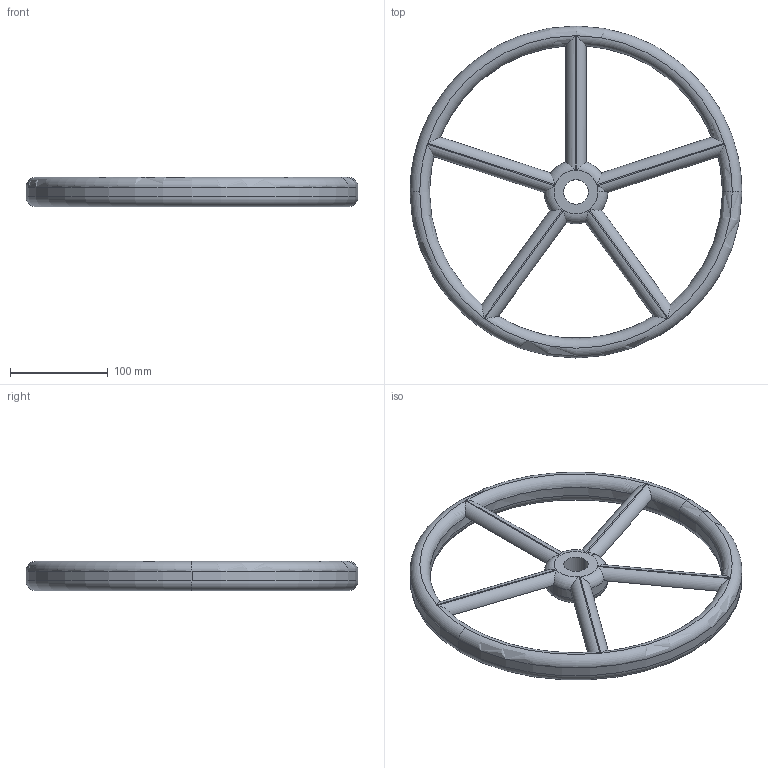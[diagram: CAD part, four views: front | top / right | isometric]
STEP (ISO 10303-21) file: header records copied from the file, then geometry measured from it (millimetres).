
FILE_DESCRIPTION (( 'STEP AP203' ), '1' );
FILE_NAME ('Steering Wheel.STEP_Default_sldprt.STEP', '2023-03-14T03:15:40', ( '' ), ( '' ), 'SwSTEP 2.0', 'SolidWorks 2021', '' );
FILE_SCHEMA (( 'CONFIG_CONTROL_DESIGN' ));
Length unit declared in the file: millimetre
Products named in the file (1): Steering Wheel.STEP_Default_sldprt
Bounding box: 340 x 340 x 30 mm (x, y, z)
Volume: 694789.8 mm3; surface area: 126220.3 mm2
Topology: 1 solids, 1 shells, 45 faces, 117 edges, 64 vertices
Faces by surface type: torus 20, cylinder 18, plane 7
Entity records: 1961 total; most frequent: CARTESIAN_POINT 766, DIRECTION 256, ORIENTED_EDGE 234, EDGE_CURVE 117, AXIS2_PLACEMENT_3D 114, CIRCLE 68, VERTEX_POINT 64, EDGE_LOOP 47
